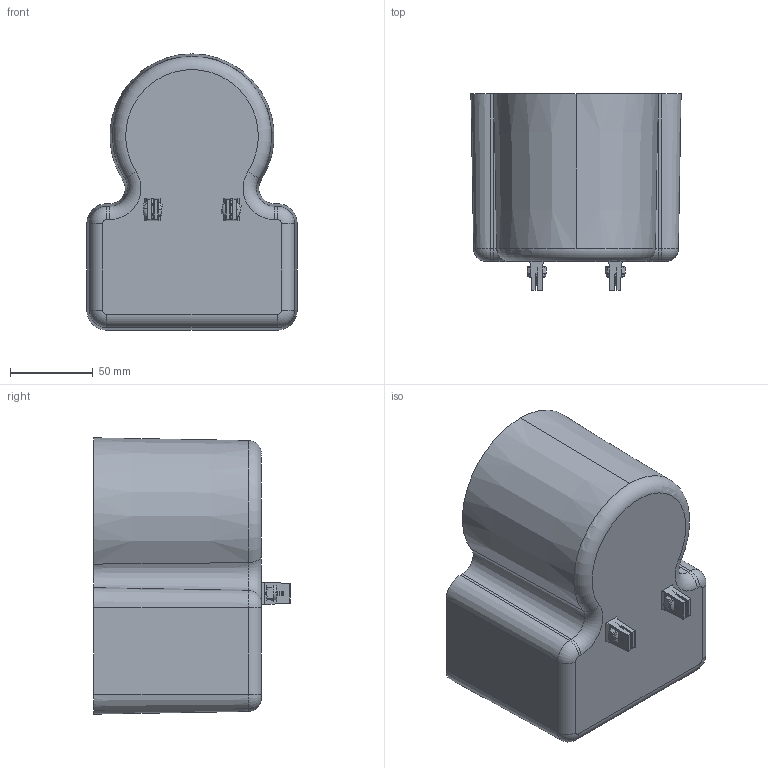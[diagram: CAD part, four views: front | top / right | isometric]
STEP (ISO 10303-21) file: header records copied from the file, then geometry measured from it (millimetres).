
FILE_DESCRIPTION (( 'STEP AP203' ), '1' );
FILE_NAME ('1041.STEP', '2018-07-26T14:58:01', ( 'admin' ), ( 'Hewlett-Packard Company' ), 'SwSTEP 2.0', 'SolidWorks 2017', '' );
FILE_SCHEMA (( 'CONFIG_CONTROL_DESIGN' ));
Length unit declared in the file: inch
Products named in the file (6): 1041P_cut; 2049; 2069LN_MSHXNUT 0.250-20-S-N; 2098_HFBOLT 0.25-20x1.25x0.75-C; 7016; 1041
Assembly tree (9 placements, depth 2):
  1041
    1041P_cut
    2049  x2
    2069LN_MSHXNUT 0.250-20-S-N  x2
    2098_HFBOLT 0.25-20x1.25x0.75-C  x2
    7016  x2
Bounding box: 127.37 x 119.06 x 167.42 mm (x, y, z)
Volume: 317799.4 mm3; surface area: 140434.2 mm2
Topology: 11 solids, 11 shells, 784 faces, 1900 edges, 1158 vertices
Faces by surface type: cone 324, plane 231, cylinder 126, bspline 65, torus 38
Entity records: 16432 total; most frequent: CARTESIAN_POINT 4991, ORIENTED_EDGE 2268, DIRECTION 2190, EDGE_CURVE 1134, AXIS2_PLACEMENT_3D 812, VERTEX_POINT 699, VECTOR 566, LINE 566
